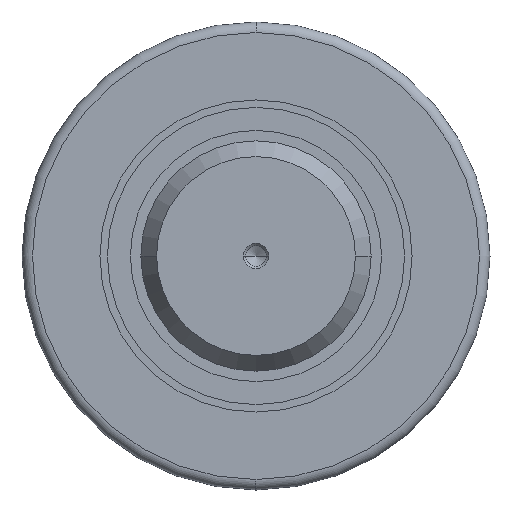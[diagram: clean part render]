
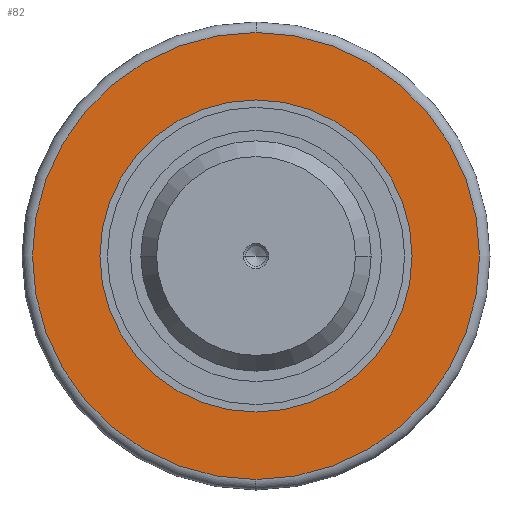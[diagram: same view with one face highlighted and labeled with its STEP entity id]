
A CAD part, left-side view. The second image highlights one B-rep face of the part: STEP entity #82.
In plain terms, the highlighted planar face has unit normal (-1, 0, 0).
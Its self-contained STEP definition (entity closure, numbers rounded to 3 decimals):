
#82=ADVANCED_FACE('',(#186,#187),#188,.T.);
#186=FACE_BOUND('',#308,.T.);
#187=FACE_OUTER_BOUND('',#309,.T.);
#188=PLANE('',#310);
#308=EDGE_LOOP('',(#477,#478));
#309=EDGE_LOOP('',(#479,#480,#481));
#310=AXIS2_PLACEMENT_3D('',#482,#483,#484);
#477=ORIENTED_EDGE('',*,*,#696,.T.);
#478=ORIENTED_EDGE('',*,*,#736,.T.);
#479=ORIENTED_EDGE('',*,*,#737,.T.);
#480=ORIENTED_EDGE('',*,*,#738,.T.);
#481=ORIENTED_EDGE('',*,*,#739,.T.);
#482=CARTESIAN_POINT('',(20.0,26.7,0.));
#483=DIRECTION('',(-1.0,0.,0.));
#484=DIRECTION('',(0.,1.0,0.));
#696=EDGE_CURVE('',#819,#817,#820,.T.);
#736=EDGE_CURVE('',#817,#819,#883,.T.);
#737=EDGE_CURVE('',#884,#885,#886,.T.);
#738=EDGE_CURVE('',#885,#887,#888,.T.);
#739=EDGE_CURVE('',#887,#884,#889,.T.);
#817=VERTEX_POINT('',#984);
#819=VERTEX_POINT('',#987);
#820=CIRCLE('',#988,37.275);
#883=CIRCLE('',#1058,37.275);
#884=VERTEX_POINT('',#1059);
#885=VERTEX_POINT('',#1060);
#886=CIRCLE('',#1061,53.4);
#887=VERTEX_POINT('',#1062);
#888=CIRCLE('',#1063,53.4);
#889=CIRCLE('',#1064,53.4);
#984=CARTESIAN_POINT('',(20.0,0.,-37.275));
#987=CARTESIAN_POINT('',(20.0,0.,37.275));
#988=AXIS2_PLACEMENT_3D('',#1164,#1165,#1166);
#1058=AXIS2_PLACEMENT_3D('',#1243,#1244,#1245);
#1059=CARTESIAN_POINT('',(20.0,53.4,0.));
#1060=CARTESIAN_POINT('',(20.0,0.,-53.4));
#1061=AXIS2_PLACEMENT_3D('',#1246,#1247,#1248);
#1062=CARTESIAN_POINT('',(20.0,0.,53.4));
#1063=AXIS2_PLACEMENT_3D('',#1249,#1250,#1251);
#1064=AXIS2_PLACEMENT_3D('',#1252,#1253,#1254);
#1164=CARTESIAN_POINT('',(20.0,0.0,0.0));
#1165=DIRECTION('',(1.0,0.,0.));
#1166=DIRECTION('',(0.,0.,-1.0));
#1243=CARTESIAN_POINT('',(20.0,0.0,0.0));
#1244=DIRECTION('',(1.0,0.,0.));
#1245=DIRECTION('',(0.,0.,-1.0));
#1246=CARTESIAN_POINT('',(20.0,0.0,0.));
#1247=DIRECTION('',(-1.0,0.0,0.));
#1248=DIRECTION('',(0.0,1.0,0.0));
#1249=CARTESIAN_POINT('',(20.0,0.0,0.));
#1250=DIRECTION('',(-1.0,0.0,0.));
#1251=DIRECTION('',(0.0,1.0,0.0));
#1252=CARTESIAN_POINT('',(20.0,0.0,0.));
#1253=DIRECTION('',(-1.0,0.0,0.));
#1254=DIRECTION('',(0.0,1.0,0.0));
